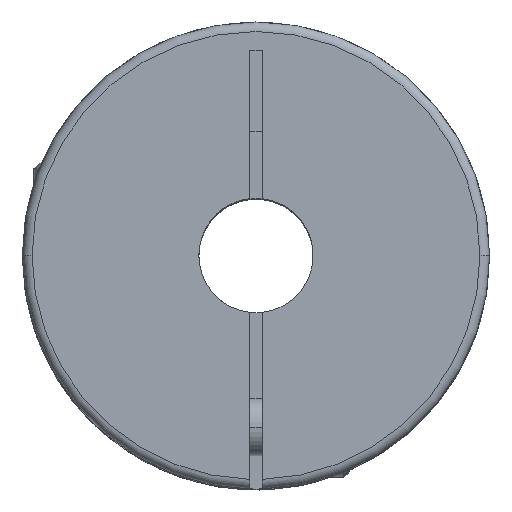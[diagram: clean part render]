
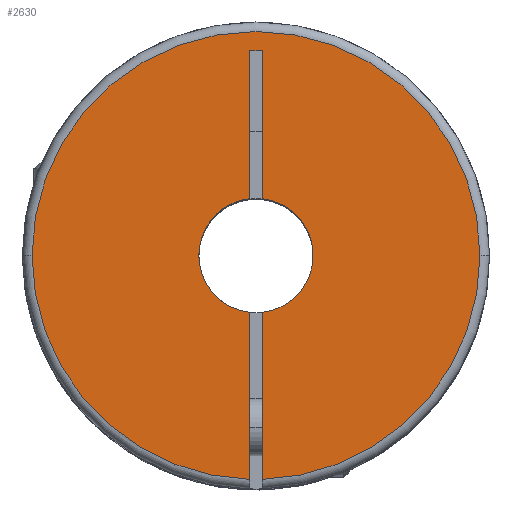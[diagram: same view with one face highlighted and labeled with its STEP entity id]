
A CAD part, top view. The second image highlights one B-rep face of the part: STEP entity #2630.
In plain terms, the highlighted planar face has unit normal (0, 0, 1).
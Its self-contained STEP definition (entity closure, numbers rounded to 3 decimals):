
#29 = DIRECTION ( 'NONE',  ( 0., -1., 0. ) ) ;
#44 = DIRECTION ( 'NONE',  ( 0., 0., -1. ) ) ;
#56 = VERTEX_POINT ( 'NONE', #4589 ) ;
#69 = EDGE_CURVE ( 'NONE', #56, #2562, #992, .T. ) ;
#79 = EDGE_CURVE ( 'NONE', #1820, #4207, #2870, .T. ) ;
#127 = LINE ( 'NONE', #1547, #2185 ) ;
#137 = VERTEX_POINT ( 'NONE', #2907 ) ;
#154 = VERTEX_POINT ( 'NONE', #396 ) ;
#183 = CARTESIAN_POINT ( 'NONE',  ( 0., 0., 0. ) ) ;
#199 = LINE ( 'NONE', #1574, #834 ) ;
#270 = CIRCLE ( 'NONE', #1166, 23.5 ) ;
#274 = AXIS2_PLACEMENT_3D ( 'NONE', #183, #1411, #2766 ) ;
#353 = LINE ( 'NONE', #3231, #2971 ) ;
#394 = AXIS2_PLACEMENT_3D ( 'NONE', #4363, #3778, #3080 ) ;
#396 = CARTESIAN_POINT ( 'NONE',  ( -23.5, 0., 0. ) ) ;
#421 = ORIENTED_EDGE ( 'NONE', *, *, #1955, .F. ) ;
#429 = ORIENTED_EDGE ( 'NONE', *, *, #1292, .F. ) ;
#544 = AXIS2_PLACEMENT_3D ( 'NONE', #2884, #794, #776 ) ;
#586 = EDGE_LOOP ( 'NONE', ( #1414, #1127, #4067, #611, #2820, #421, #2624, #3466, #429, #3214, #3137 ) ) ;
#611 = ORIENTED_EDGE ( 'NONE', *, *, #1286, .T. ) ;
#613 = EDGE_CURVE ( 'NONE', #154, #56, #4109, .T. ) ;
#776 = DIRECTION ( 'NONE',  ( -1., 0., 0. ) ) ;
#794 = DIRECTION ( 'NONE',  ( 0., 0., -1. ) ) ;
#825 = FACE_OUTER_BOUND ( 'NONE', #586, .T. ) ;
#834 = VECTOR ( 'NONE', #4491, 1000. ) ;
#918 = CIRCLE ( 'NONE', #394, 6. ) ;
#992 = CIRCLE ( 'NONE', #3608, 23.5 ) ;
#1094 = CARTESIAN_POINT ( 'NONE',  ( -0.65, -5.965, 0. ) ) ;
#1123 = DIRECTION ( 'NONE',  ( 0., 0., -1. ) ) ;
#1127 = ORIENTED_EDGE ( 'NONE', *, *, #1331, .F. ) ;
#1135 = AXIS2_PLACEMENT_3D ( 'NONE', #1786, #3219, #1858 ) ;
#1143 = VECTOR ( 'NONE', #1596, 1000. ) ;
#1166 = AXIS2_PLACEMENT_3D ( 'NONE', #1288, #1684, #1590 ) ;
#1214 = VERTEX_POINT ( 'NONE', #3337 ) ;
#1286 = EDGE_CURVE ( 'NONE', #4207, #3443, #918, .T. ) ;
#1288 = CARTESIAN_POINT ( 'NONE',  ( 0., 0., 0. ) ) ;
#1292 = EDGE_CURVE ( 'NONE', #2562, #2122, #199, .T. ) ;
#1331 = EDGE_CURVE ( 'NONE', #1820, #4457, #2331, .T. ) ;
#1364 = CARTESIAN_POINT ( 'NONE',  ( 0.65, -5.965, 0. ) ) ;
#1411 = DIRECTION ( 'NONE',  ( 0., 0., -1. ) ) ;
#1414 = ORIENTED_EDGE ( 'NONE', *, *, #2775, .F. ) ;
#1462 = DIRECTION ( 'NONE',  ( 0., -1., 0. ) ) ;
#1547 = CARTESIAN_POINT ( 'NONE',  ( 0.65, 21.5, 0. ) ) ;
#1565 = CARTESIAN_POINT ( 'NONE',  ( -0.65, 5.965, 0. ) ) ;
#1574 = CARTESIAN_POINT ( 'NONE',  ( 0.65, -24.5, 0. ) ) ;
#1590 = DIRECTION ( 'NONE',  ( -1., 0., 0. ) ) ;
#1596 = DIRECTION ( 'NONE',  ( 0., -1., 0. ) ) ;
#1675 = VERTEX_POINT ( 'NONE', #1880 ) ;
#1684 = DIRECTION ( 'NONE',  ( 0., 0., -1. ) ) ;
#1786 = CARTESIAN_POINT ( 'NONE',  ( 0., 0., 0. ) ) ;
#1820 = VERTEX_POINT ( 'NONE', #1094 ) ;
#1858 = DIRECTION ( 'NONE',  ( -1., 0., 0. ) ) ;
#1880 = CARTESIAN_POINT ( 'NONE',  ( -0.65, 21.5, 0. ) ) ;
#1895 = PLANE ( 'NONE',  #4446 ) ;
#1955 = EDGE_CURVE ( 'NONE', #1214, #1675, #127, .T. ) ;
#2122 = VERTEX_POINT ( 'NONE', #1364 ) ;
#2185 = VECTOR ( 'NONE', #3756, 1000. ) ;
#2218 = DIRECTION ( 'NONE',  ( -1., 0., 0. ) ) ;
#2331 = LINE ( 'NONE', #2990, #1143 ) ;
#2562 = VERTEX_POINT ( 'NONE', #2859 ) ;
#2624 = ORIENTED_EDGE ( 'NONE', *, *, #2987, .F. ) ;
#2630 = ADVANCED_FACE ( 'NONE', ( #825 ), #1895, .F. ) ;
#2748 = LINE ( 'NONE', #3468, #3572 ) ;
#2750 = CIRCLE ( 'NONE', #274, 6. ) ;
#2766 = DIRECTION ( 'NONE',  ( -1., 0., 0. ) ) ;
#2775 = EDGE_CURVE ( 'NONE', #4457, #154, #270, .T. ) ;
#2820 = ORIENTED_EDGE ( 'NONE', *, *, #3063, .F. ) ;
#2859 = CARTESIAN_POINT ( 'NONE',  ( 0.65, -23.491, 0. ) ) ;
#2870 = CIRCLE ( 'NONE', #544, 6. ) ;
#2884 = CARTESIAN_POINT ( 'NONE',  ( 0., 0., 0. ) ) ;
#2907 = CARTESIAN_POINT ( 'NONE',  ( 0.65, 5.965, 0. ) ) ;
#2971 = VECTOR ( 'NONE', #29, 1000. ) ;
#2987 = EDGE_CURVE ( 'NONE', #137, #1214, #2748, .T. ) ;
#2990 = CARTESIAN_POINT ( 'NONE',  ( -0.65, 21.5, 0. ) ) ;
#3063 = EDGE_CURVE ( 'NONE', #1675, #3443, #353, .T. ) ;
#3080 = DIRECTION ( 'NONE',  ( -1., 0., 0. ) ) ;
#3137 = ORIENTED_EDGE ( 'NONE', *, *, #613, .F. ) ;
#3156 = EDGE_CURVE ( 'NONE', #137, #2122, #2750, .T. ) ;
#3214 = ORIENTED_EDGE ( 'NONE', *, *, #69, .F. ) ;
#3219 = DIRECTION ( 'NONE',  ( 0., 0., -1. ) ) ;
#3231 = CARTESIAN_POINT ( 'NONE',  ( -0.65, 21.5, 0. ) ) ;
#3337 = CARTESIAN_POINT ( 'NONE',  ( 0.65, 21.5, 0. ) ) ;
#3357 = CARTESIAN_POINT ( 'NONE',  ( 0., 0., 0. ) ) ;
#3443 = VERTEX_POINT ( 'NONE', #1565 ) ;
#3466 = ORIENTED_EDGE ( 'NONE', *, *, #3156, .T. ) ;
#3468 = CARTESIAN_POINT ( 'NONE',  ( 0.65, -24.5, 0. ) ) ;
#3572 = VECTOR ( 'NONE', #4159, 1000. ) ;
#3608 = AXIS2_PLACEMENT_3D ( 'NONE', #4341, #1123, #2218 ) ;
#3756 = DIRECTION ( 'NONE',  ( -1., 0., 0. ) ) ;
#3778 = DIRECTION ( 'NONE',  ( 0., 0., -1. ) ) ;
#3896 = CARTESIAN_POINT ( 'NONE',  ( -6., 0., 0. ) ) ;
#4067 = ORIENTED_EDGE ( 'NONE', *, *, #79, .T. ) ;
#4109 = CIRCLE ( 'NONE', #1135, 23.5 ) ;
#4159 = DIRECTION ( 'NONE',  ( 0., 1., 0. ) ) ;
#4207 = VERTEX_POINT ( 'NONE', #3896 ) ;
#4341 = CARTESIAN_POINT ( 'NONE',  ( 0., 0., 0. ) ) ;
#4363 = CARTESIAN_POINT ( 'NONE',  ( 0., 0., 0. ) ) ;
#4446 = AXIS2_PLACEMENT_3D ( 'NONE', #3357, #44, #1462 ) ;
#4457 = VERTEX_POINT ( 'NONE', #4601 ) ;
#4491 = DIRECTION ( 'NONE',  ( 0., 1., 0. ) ) ;
#4589 = CARTESIAN_POINT ( 'NONE',  ( 23.5, 0., 0. ) ) ;
#4601 = CARTESIAN_POINT ( 'NONE',  ( -0.65, -23.491, 0. ) ) ;
